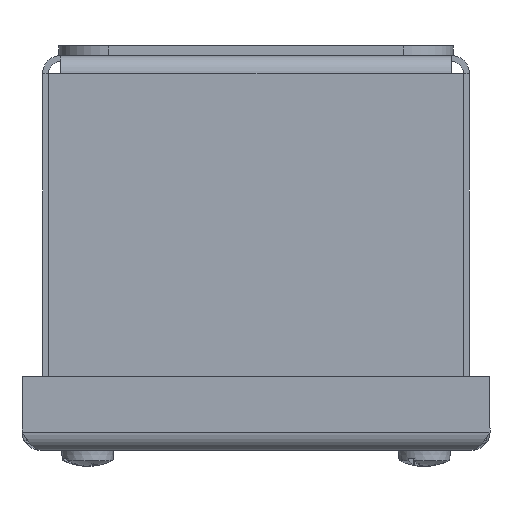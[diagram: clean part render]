
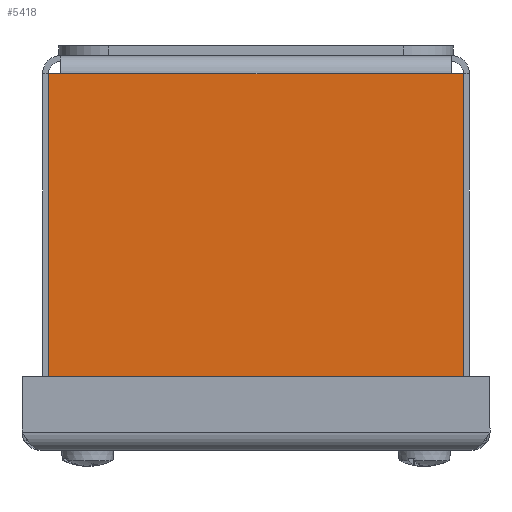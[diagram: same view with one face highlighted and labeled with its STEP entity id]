
A CAD part, front view. The second image highlights one B-rep face of the part: STEP entity #5418.
In plain terms, the highlighted planar face has unit normal (0, -1, 0).
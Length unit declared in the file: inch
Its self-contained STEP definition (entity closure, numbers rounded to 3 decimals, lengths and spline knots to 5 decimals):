
#569=PLANE('',#5827);
#849=FACE_OUTER_BOUND('',#1194,.T.);
#1194=EDGE_LOOP('',(#4571,#4572,#4573,#4574,#4575,#4576,#4577,#4578,#4579,
#4580,#4581,#4582,#4583,#4584));
#1674=LINE('',#9067,#2178);
#1687=LINE('',#9097,#2191);
#1690=LINE('',#9104,#2194);
#1694=LINE('',#9111,#2198);
#1696=LINE('',#9115,#2200);
#1697=LINE('',#9117,#2201);
#1698=LINE('',#9119,#2202);
#1699=LINE('',#9121,#2203);
#1700=LINE('',#9123,#2204);
#1701=LINE('',#9125,#2205);
#1702=LINE('',#9127,#2206);
#1703=LINE('',#9129,#2207);
#1704=LINE('',#9131,#2208);
#1705=LINE('',#9132,#2209);
#2178=VECTOR('',#6930,1.3125);
#2191=VECTOR('',#6967,0.0002);
#2194=VECTOR('',#6972,0.0627);
#2198=VECTOR('',#6978,0.0002);
#2200=VECTOR('',#6982,0.0002);
#2201=VECTOR('',#6983,0.0002);
#2202=VECTOR('',#6984,0.0627);
#2203=VECTOR('',#6985,0.92284);
#2204=VECTOR('',#6986,2.62625);
#2205=VECTOR('',#6987,0.09304);
#2206=VECTOR('',#6988,2.9725);
#2207=VECTOR('',#6989,0.09304);
#2208=VECTOR('',#6990,2.62625);
#2209=VECTOR('',#6991,0.92284);
#2708=VERTEX_POINT('',#9064);
#2709=VERTEX_POINT('',#9066);
#2714=VERTEX_POINT('',#9096);
#2716=VERTEX_POINT('',#9102);
#2717=VERTEX_POINT('',#9103);
#2720=VERTEX_POINT('',#9114);
#2721=VERTEX_POINT('',#9116);
#2722=VERTEX_POINT('',#9118);
#2723=VERTEX_POINT('',#9120);
#2724=VERTEX_POINT('',#9122);
#2725=VERTEX_POINT('',#9124);
#2726=VERTEX_POINT('',#9126);
#2727=VERTEX_POINT('',#9128);
#2728=VERTEX_POINT('',#9130);
#3338=EDGE_CURVE('',#2709,#2708,#1674,.T.);
#3354=EDGE_CURVE('',#2714,#2709,#1687,.T.);
#3357=EDGE_CURVE('',#2716,#2717,#1690,.T.);
#3361=EDGE_CURVE('',#2717,#2714,#1694,.T.);
#3363=EDGE_CURVE('',#2708,#2720,#1696,.T.);
#3364=EDGE_CURVE('',#2720,#2721,#1697,.T.);
#3365=EDGE_CURVE('',#2721,#2722,#1698,.T.);
#3366=EDGE_CURVE('',#2723,#2722,#1699,.T.);
#3367=EDGE_CURVE('',#2724,#2723,#1700,.T.);
#3368=EDGE_CURVE('',#2725,#2724,#1701,.T.);
#3369=EDGE_CURVE('',#2725,#2726,#1702,.T.);
#3370=EDGE_CURVE('',#2727,#2726,#1703,.T.);
#3371=EDGE_CURVE('',#2728,#2727,#1704,.T.);
#3372=EDGE_CURVE('',#2716,#2728,#1705,.T.);
#4571=ORIENTED_EDGE('',*,*,#3357,.T.);
#4572=ORIENTED_EDGE('',*,*,#3361,.T.);
#4573=ORIENTED_EDGE('',*,*,#3354,.T.);
#4574=ORIENTED_EDGE('',*,*,#3338,.T.);
#4575=ORIENTED_EDGE('',*,*,#3363,.T.);
#4576=ORIENTED_EDGE('',*,*,#3364,.T.);
#4577=ORIENTED_EDGE('',*,*,#3365,.T.);
#4578=ORIENTED_EDGE('',*,*,#3366,.F.);
#4579=ORIENTED_EDGE('',*,*,#3367,.F.);
#4580=ORIENTED_EDGE('',*,*,#3368,.F.);
#4581=ORIENTED_EDGE('',*,*,#3369,.T.);
#4582=ORIENTED_EDGE('',*,*,#3370,.F.);
#4583=ORIENTED_EDGE('',*,*,#3371,.F.);
#4584=ORIENTED_EDGE('',*,*,#3372,.F.);
#5418=ADVANCED_FACE('',(#849),#569,.F.);
#5827=AXIS2_PLACEMENT_3D('',#9113,#6980,#6981);
#6930=DIRECTION('',(-1.,0.,0.));
#6967=DIRECTION('',(0.,0.,1.));
#6972=DIRECTION('',(0.,0.,-1.));
#6978=DIRECTION('',(-1.,0.,0.));
#6980=DIRECTION('center_axis',(0.,1.,0.));
#6981=DIRECTION('ref_axis',(1.,0.,0.));
#6982=DIRECTION('',(0.,0.,-1.));
#6983=DIRECTION('',(-1.,0.,0.));
#6984=DIRECTION('',(0.,0.,1.));
#6985=DIRECTION('',(1.,0.,0.));
#6986=DIRECTION('',(0.,0.,1.));
#6987=DIRECTION('',(-1.,0.,0.));
#6988=DIRECTION('',(1.,0.,0.));
#6989=DIRECTION('',(-1.,0.,0.));
#6990=DIRECTION('',(0.,0.,-1.));
#6991=DIRECTION('',(1.,0.,0.));
#9064=CARTESIAN_POINT('',(0.96875,0.,2.7025));
#9066=CARTESIAN_POINT('',(2.28125,0.,2.7025));
#9067=CARTESIAN_POINT('',(1.95313,0.,2.7025));
#9096=CARTESIAN_POINT('',(2.28125,0.,2.7023));
#9097=CARTESIAN_POINT('',(2.28125,0.,2.03552));
#9102=CARTESIAN_POINT('',(2.28145,0.,2.765));
#9103=CARTESIAN_POINT('',(2.28145,0.,2.7023));
#9104=CARTESIAN_POINT('',(2.28145,0.,2.06687));
#9111=CARTESIAN_POINT('',(1.95323,0.,2.7023));
#9113=CARTESIAN_POINT('Origin',(1.625,0.,1.36873));
#9114=CARTESIAN_POINT('',(0.96875,0.,2.7023));
#9115=CARTESIAN_POINT('',(0.96875,0.,2.06687));
#9116=CARTESIAN_POINT('',(0.96855,0.,2.7023));
#9117=CARTESIAN_POINT('',(1.29688,0.,2.7023));
#9118=CARTESIAN_POINT('',(0.96855,0.,2.765));
#9119=CARTESIAN_POINT('',(0.96855,0.,2.03552));
#9120=CARTESIAN_POINT('',(0.04571,0.,2.765));
#9121=CARTESIAN_POINT('',(0.04571,0.,2.765));
#9122=CARTESIAN_POINT('',(0.04571,0.,0.13875));
#9123=CARTESIAN_POINT('',(0.04571,0.,0.13875));
#9124=CARTESIAN_POINT('',(0.13875,0.,0.13875));
#9125=CARTESIAN_POINT('',(0.13875,0.,0.13875));
#9126=CARTESIAN_POINT('',(3.11125,0.,0.13875));
#9127=CARTESIAN_POINT('',(1.625,0.,0.13875));
#9128=CARTESIAN_POINT('',(3.20429,0.,0.13875));
#9129=CARTESIAN_POINT('',(3.11125,0.,0.13875));
#9130=CARTESIAN_POINT('',(3.20429,0.,2.765));
#9131=CARTESIAN_POINT('',(3.20429,0.,0.13875));
#9132=CARTESIAN_POINT('',(0.04571,0.,2.765));
